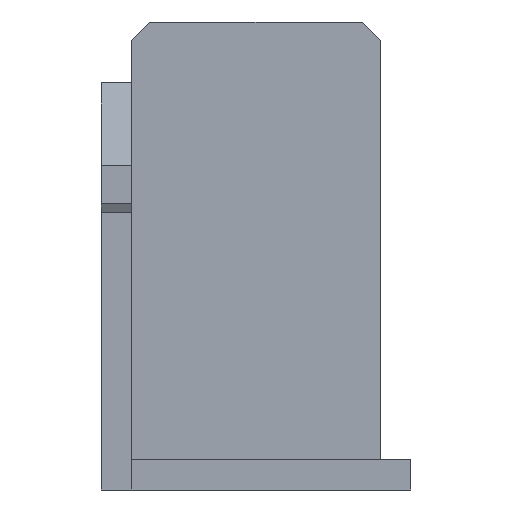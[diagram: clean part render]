
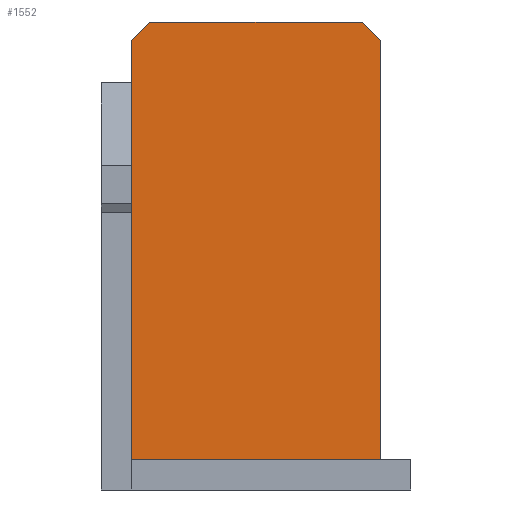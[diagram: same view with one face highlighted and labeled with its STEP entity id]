
A CAD part, left-side view. The second image highlights one B-rep face of the part: STEP entity #1552.
In plain terms, the highlighted planar face has unit normal (-1, 0, 0).
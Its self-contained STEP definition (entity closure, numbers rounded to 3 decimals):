
#32 = VERTEX_POINT ( 'NONE', #1177 ) ;
#81 = EDGE_LOOP ( 'NONE', ( #1573, #1539, #828, #800, #406, #1024 ) ) ;
#84 = CARTESIAN_POINT ( 'NONE',  ( 0., 4.1, -7.2 ) ) ;
#85 = VECTOR ( 'NONE', #1485, 1000. ) ;
#112 = VERTEX_POINT ( 'NONE', #1025 ) ;
#146 = LINE ( 'NONE', #1842, #1281 ) ;
#151 = CARTESIAN_POINT ( 'NONE',  ( 0., 0., -7.2 ) ) ;
#152 = PLANE ( 'NONE',  #664 ) ;
#161 = LINE ( 'NONE', #492, #784 ) ;
#226 = EDGE_CURVE ( 'NONE', #112, #858, #1020, .T. ) ;
#255 = EDGE_CURVE ( 'NONE', #369, #112, #734, .T. ) ;
#351 = CARTESIAN_POINT ( 'NONE',  ( 0., 4.1, -0.3 ) ) ;
#369 = VERTEX_POINT ( 'NONE', #151 ) ;
#406 = ORIENTED_EDGE ( 'NONE', *, *, #255, .T. ) ;
#460 = DIRECTION ( 'NONE',  ( 0., 0.707, -0.707 ) ) ;
#492 = CARTESIAN_POINT ( 'NONE',  ( 0., 4.1, 0. ) ) ;
#496 = CARTESIAN_POINT ( 'NONE',  ( 0., 0.3, 0. ) ) ;
#518 = VECTOR ( 'NONE', #1077, 1000. ) ;
#576 = DIRECTION ( 'NONE',  ( 0., 0., 1. ) ) ;
#609 = VERTEX_POINT ( 'NONE', #1937 ) ;
#627 = DIRECTION ( 'NONE',  ( 0., -1., 0. ) ) ;
#664 = AXIS2_PLACEMENT_3D ( 'NONE', #1541, #936, #627 ) ;
#666 = EDGE_CURVE ( 'NONE', #32, #1501, #146, .T. ) ;
#702 = DIRECTION ( 'NONE',  ( 0., 0., 1. ) ) ;
#734 = LINE ( 'NONE', #906, #1156 ) ;
#776 = CARTESIAN_POINT ( 'NONE',  ( 0., 4.1, -7.2 ) ) ;
#784 = VECTOR ( 'NONE', #928, 1000. ) ;
#800 = ORIENTED_EDGE ( 'NONE', *, *, #1538, .T. ) ;
#828 = ORIENTED_EDGE ( 'NONE', *, *, #1162, .F. ) ;
#858 = VERTEX_POINT ( 'NONE', #496 ) ;
#872 = CARTESIAN_POINT ( 'NONE',  ( 0., -1.4, -1.7 ) ) ;
#906 = CARTESIAN_POINT ( 'NONE',  ( 0., 0., -7.2 ) ) ;
#928 = DIRECTION ( 'NONE',  ( 0., -1., 0. ) ) ;
#936 = DIRECTION ( 'NONE',  ( -1., 0., 0. ) ) ;
#1020 = LINE ( 'NONE', #872, #85 ) ;
#1024 = ORIENTED_EDGE ( 'NONE', *, *, #226, .T. ) ;
#1025 = CARTESIAN_POINT ( 'NONE',  ( 0., 0., -0.3 ) ) ;
#1077 = DIRECTION ( 'NONE',  ( 0., -1., 0. ) ) ;
#1156 = VECTOR ( 'NONE', #576, 1000. ) ;
#1162 = EDGE_CURVE ( 'NONE', #609, #1501, #1290, .T. ) ;
#1177 = CARTESIAN_POINT ( 'NONE',  ( 0., 3.8, 0. ) ) ;
#1258 = LINE ( 'NONE', #776, #518 ) ;
#1281 = VECTOR ( 'NONE', #460, 1000. ) ;
#1290 = LINE ( 'NONE', #84, #1879 ) ;
#1485 = DIRECTION ( 'NONE',  ( 0., 0.707, 0.707 ) ) ;
#1501 = VERTEX_POINT ( 'NONE', #351 ) ;
#1524 = EDGE_CURVE ( 'NONE', #32, #858, #161, .T. ) ;
#1538 = EDGE_CURVE ( 'NONE', #609, #369, #1258, .T. ) ;
#1539 = ORIENTED_EDGE ( 'NONE', *, *, #666, .T. ) ;
#1541 = CARTESIAN_POINT ( 'NONE',  ( 0., 4.1, -7.2 ) ) ;
#1552 = ADVANCED_FACE ( 'NONE', ( #1734 ), #152, .T. ) ;
#1573 = ORIENTED_EDGE ( 'NONE', *, *, #1524, .F. ) ;
#1734 = FACE_OUTER_BOUND ( 'NONE', #81, .T. ) ;
#1842 = CARTESIAN_POINT ( 'NONE',  ( 0., 7.55, -3.75 ) ) ;
#1879 = VECTOR ( 'NONE', #702, 1000. ) ;
#1937 = CARTESIAN_POINT ( 'NONE',  ( 0., 4.1, -7.2 ) ) ;
